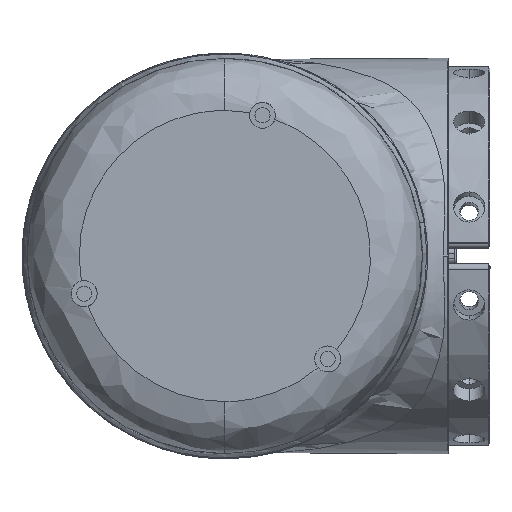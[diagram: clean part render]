
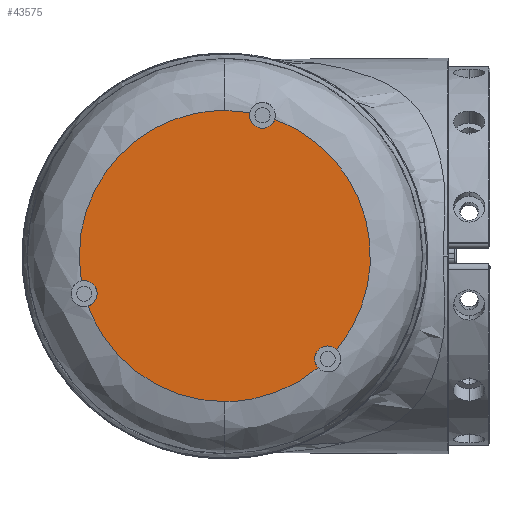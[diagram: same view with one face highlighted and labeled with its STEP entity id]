
A CAD part, left-side view. The second image highlights one B-rep face of the part: STEP entity #43575.
In plain terms, the highlighted planar face has unit normal (-1, 0, 0).
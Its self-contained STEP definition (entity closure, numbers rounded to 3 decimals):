
#135 =( BOUNDED_CURVE ( )  B_SPLINE_CURVE ( 3, ( #14159, #29219, #43635, #39844 ),
 .UNSPECIFIED., .F., .F. ) 
 B_SPLINE_CURVE_WITH_KNOTS ( ( 4, 4 ),
 ( 0., 0.91 ),
 .UNSPECIFIED. ) 
 CURVE ( )  GEOMETRIC_REPRESENTATION_ITEM ( )  RATIONAL_B_SPLINE_CURVE ( ( 1., 0.762, 0.762, 1. ) ) 
 REPRESENTATION_ITEM ( '' )  );
#315 = CARTESIAN_POINT ( 'NONE',  ( -67.721, -17.484, -17.299 ) ) ;
#352 = DIRECTION ( 'NONE',  ( 0., 0., 1. ) ) ;
#1069 = EDGE_CURVE ( 'NONE', #10123, #18018, #21050, .T. ) ;
#1608 =( BOUNDED_CURVE ( )  B_SPLINE_CURVE ( 3, ( #9920, #13222, #36751, #33342 ),
 .UNSPECIFIED., .F., .F. ) 
 B_SPLINE_CURVE_WITH_KNOTS ( ( 4, 4 ),
 ( 0., 0.363 ),
 .UNSPECIFIED. ) 
 CURVE ( )  GEOMETRIC_REPRESENTATION_ITEM ( )  RATIONAL_B_SPLINE_CURVE ( ( 1., 0.96, 0.96, 1. ) ) 
 REPRESENTATION_ITEM ( '' )  );
#2150 = AXIS2_PLACEMENT_3D ( 'NONE', #48605, #40908, #33547 ) ;
#3084 = CARTESIAN_POINT ( 'NONE',  ( -67.721, 24.428, -21.04 ) ) ;
#3693 = CIRCLE ( 'NONE', #33864, 2.5 ) ;
#4406 = ORIENTED_EDGE ( 'NONE', *, *, #42111, .T. ) ;
#4511 = EDGE_CURVE ( 'NONE', #45633, #35759, #32167, .T. ) ;
#5211 = ORIENTED_EDGE ( 'NONE', *, *, #10834, .T. ) ;
#5451 =( BOUNDED_CURVE ( )  B_SPLINE_CURVE ( 3, ( #44211, #14237, #3084, #37287 ),
 .UNSPECIFIED., .F., .F. ) 
 B_SPLINE_CURVE_WITH_KNOTS ( ( 4, 4 ),
 ( 0.363, 1. ),
 .UNSPECIFIED. ) 
 CURVE ( )  GEOMETRIC_REPRESENTATION_ITEM ( )  RATIONAL_B_SPLINE_CURVE ( ( 1., 0.88, 0.88, 1. ) ) 
 REPRESENTATION_ITEM ( '' )  );
#6409 = AXIS2_PLACEMENT_3D ( 'NONE', #45430, #22789, #38024 ) ;
#6559 = CARTESIAN_POINT ( 'NONE',  ( -67.721, -7.315, 26.292 ) ) ;
#6655 = VERTEX_POINT ( 'NONE', #33461 ) ;
#7497 = CARTESIAN_POINT ( 'NONE',  ( -67.721, -17.484, -19.799 ) ) ;
#7923 = EDGE_CURVE ( 'NONE', #20348, #18018, #48368, .T. ) ;
#8499 = DIRECTION ( 'NONE',  ( 0., 0., -1. ) ) ;
#9088 = AXIS2_PLACEMENT_3D ( 'NONE', #30955, #42433, #8499 ) ;
#9920 = CARTESIAN_POINT ( 'NONE',  ( -67.721, -15.639, -21.486 ) ) ;
#10123 = VERTEX_POINT ( 'NONE', #41183 ) ;
#10155 = VERTEX_POINT ( 'NONE', #15317 ) ;
#10779 = DIRECTION ( 'NONE',  ( 0., 0., -1. ) ) ;
#10834 = EDGE_CURVE ( 'NONE', #35759, #21741, #3693, .T. ) ;
#11360 = EDGE_CURVE ( 'NONE', #45429, #27772, #5451, .T. ) ;
#11565 = CARTESIAN_POINT ( 'NONE',  ( -67.721, -4.932, 27.046 ) ) ;
#13222 = CARTESIAN_POINT ( 'NONE',  ( -67.721, -10.55, -25.738 ) ) ;
#14159 = CARTESIAN_POINT ( 'NONE',  ( -67.721, 29.9, -4.806 ) ) ;
#14237 = CARTESIAN_POINT ( 'NONE',  ( -67.721, 14.467, -28. ) ) ;
#14547 = CARTESIAN_POINT ( 'NONE',  ( -67.721, -17.484, -19.799 ) ) ;
#14617 = CARTESIAN_POINT ( 'NONE',  ( -67.721, 0.703, 28. ) ) ;
#15317 = CARTESIAN_POINT ( 'NONE',  ( -67.721, 29.361, -4.747 ) ) ;
#15354 = ORIENTED_EDGE ( 'NONE', *, *, #19621, .T. ) ;
#15427 = PLANE ( 'NONE',  #25467 ) ;
#15566 = CARTESIAN_POINT ( 'NONE',  ( -67.721, -19.171, -17.954 ) ) ;
#18018 = VERTEX_POINT ( 'NONE', #25384 ) ;
#18021 = CARTESIAN_POINT ( 'NONE',  ( -67.721, 2.315, 28. ) ) ;
#19313 = DIRECTION ( 'NONE',  ( 1., 0., 0. ) ) ;
#19561 = CARTESIAN_POINT ( 'NONE',  ( -67.721, 2.315, -28. ) ) ;
#19621 = EDGE_CURVE ( 'NONE', #10155, #27772, #43233, .T. ) ;
#20261 = CIRCLE ( 'NONE', #9088, 2.5 ) ;
#20348 = VERTEX_POINT ( 'NONE', #28935 ) ;
#20804 = CARTESIAN_POINT ( 'NONE',  ( -67.721, -19.171, -17.954 ) ) ;
#21050 =( BOUNDED_CURVE ( )  B_SPLINE_CURVE ( 3, ( #18021, #14617, #33442, #21792 ),
 .UNSPECIFIED., .F., .F. ) 
 B_SPLINE_CURVE_WITH_KNOTS ( ( 4, 4 ),
 ( 0.91, 1. ),
 .UNSPECIFIED. ) 
 CURVE ( )  GEOMETRIC_REPRESENTATION_ITEM ( )  RATIONAL_B_SPLINE_CURVE ( ( 1., 0.998, 0.998, 1. ) ) 
 REPRESENTATION_ITEM ( '' )  );
#21691 = VERTEX_POINT ( 'NONE', #37657 ) ;
#21741 = VERTEX_POINT ( 'NONE', #15566 ) ;
#21792 = CARTESIAN_POINT ( 'NONE',  ( -67.721, -2.49, 27.585 ) ) ;
#22254 = AXIS2_PLACEMENT_3D ( 'NONE', #7497, #44708, #40905 ) ;
#22745 = EDGE_CURVE ( 'NONE', #45633, #45429, #1608, .T. ) ;
#22789 = DIRECTION ( 'NONE',  ( 1., 0., 0. ) ) ;
#23187 = DIRECTION ( 'NONE',  ( 0., 0., -1. ) ) ;
#24952 = ORIENTED_EDGE ( 'NONE', *, *, #43294, .F. ) ;
#25084 = CARTESIAN_POINT ( 'NONE',  ( -67.721, -32.829, -1.609 ) ) ;
#25384 = CARTESIAN_POINT ( 'NONE',  ( -67.721, -2.49, 27.585 ) ) ;
#25467 = AXIS2_PLACEMENT_3D ( 'NONE', #34252, #19313, #352 ) ;
#25653 = ORIENTED_EDGE ( 'NONE', *, *, #4511, .T. ) ;
#26944 = ORIENTED_EDGE ( 'NONE', *, *, #48145, .T. ) ;
#27241 = ORIENTED_EDGE ( 'NONE', *, *, #43746, .F. ) ;
#27772 = VERTEX_POINT ( 'NONE', #42043 ) ;
#28258 = CIRCLE ( 'NONE', #6409, 2.5 ) ;
#28935 = CARTESIAN_POINT ( 'NONE',  ( -67.721, -4.932, 24.546 ) ) ;
#29219 = CARTESIAN_POINT ( 'NONE',  ( -67.721, 33.116, 13.657 ) ) ;
#30955 = CARTESIAN_POINT ( 'NONE',  ( -67.721, 29.361, -7.247 ) ) ;
#31215 = AXIS2_PLACEMENT_3D ( 'NONE', #11565, #34180, #23187 ) ;
#31895 = FACE_OUTER_BOUND ( 'NONE', #37529, .T. ) ;
#32167 = CIRCLE ( 'NONE', #22254, 2.5 ) ;
#32789 = ORIENTED_EDGE ( 'NONE', *, *, #22745, .F. ) ;
#33342 = CARTESIAN_POINT ( 'NONE',  ( -67.721, 2.315, -28. ) ) ;
#33442 = CARTESIAN_POINT ( 'NONE',  ( -67.721, -0.902, 27.861 ) ) ;
#33461 = CARTESIAN_POINT ( 'NONE',  ( -67.721, 29.9, -4.806 ) ) ;
#33547 = DIRECTION ( 'NONE',  ( 0., 0., -1. ) ) ;
#33864 = AXIS2_PLACEMENT_3D ( 'NONE', #14547, #44693, #10779 ) ;
#34180 = DIRECTION ( 'NONE',  ( 1., 0., 0. ) ) ;
#34252 = CARTESIAN_POINT ( 'NONE',  ( -67.721, 2.315, 0. ) ) ;
#35759 = VERTEX_POINT ( 'NONE', #315 ) ;
#36751 = CARTESIAN_POINT ( 'NONE',  ( -67.721, -4.316, -28. ) ) ;
#37287 = CARTESIAN_POINT ( 'NONE',  ( -67.721, 28.607, -9.63 ) ) ;
#37529 = EDGE_LOOP ( 'NONE', ( #24952, #26944, #48587, #38839, #27241, #4406, #15354, #43969, #32789, #25653, #5211 ) ) ;
#37657 = CARTESIAN_POINT ( 'NONE',  ( -67.721, -7.315, 26.292 ) ) ;
#38024 = DIRECTION ( 'NONE',  ( 0., 0., -1. ) ) ;
#38839 = ORIENTED_EDGE ( 'NONE', *, *, #1069, .F. ) ;
#39844 = CARTESIAN_POINT ( 'NONE',  ( -67.721, 2.315, 28. ) ) ;
#40905 = DIRECTION ( 'NONE',  ( 0., 0., -1. ) ) ;
#40908 = DIRECTION ( 'NONE',  ( 1., 0., 0. ) ) ;
#41183 = CARTESIAN_POINT ( 'NONE',  ( -67.721, 2.315, 28. ) ) ;
#42043 = CARTESIAN_POINT ( 'NONE',  ( -67.721, 28.607, -9.63 ) ) ;
#42111 = EDGE_CURVE ( 'NONE', #6655, #10155, #20261, .T. ) ;
#42433 = DIRECTION ( 'NONE',  ( 1., 0., 0. ) ) ;
#43233 = CIRCLE ( 'NONE', #2150, 2.5 ) ;
#43277 = CARTESIAN_POINT ( 'NONE',  ( -67.721, -27.316, 18.966 ) ) ;
#43294 = EDGE_CURVE ( 'NONE', #21691, #21741, #47255, .T. ) ;
#43460 = CARTESIAN_POINT ( 'NONE',  ( -67.721, -15.639, -21.486 ) ) ;
#43575 = ADVANCED_FACE ( 'NONE', ( #31895 ), #15427, .F. ) ;
#43635 = CARTESIAN_POINT ( 'NONE',  ( -67.721, 21.056, 28. ) ) ;
#43746 = EDGE_CURVE ( 'NONE', #6655, #10123, #135, .T. ) ;
#43969 = ORIENTED_EDGE ( 'NONE', *, *, #11360, .F. ) ;
#44211 = CARTESIAN_POINT ( 'NONE',  ( -67.721, 2.315, -28. ) ) ;
#44693 = DIRECTION ( 'NONE',  ( 1., 0., 0. ) ) ;
#44708 = DIRECTION ( 'NONE',  ( 1., 0., 0. ) ) ;
#45429 = VERTEX_POINT ( 'NONE', #19561 ) ;
#45430 = CARTESIAN_POINT ( 'NONE',  ( -67.721, -4.932, 27.046 ) ) ;
#45633 = VERTEX_POINT ( 'NONE', #43460 ) ;
#47255 =( BOUNDED_CURVE ( )  B_SPLINE_CURVE ( 3, ( #6559, #43277, #25084, #20804 ),
 .UNSPECIFIED., .F., .F. ) 
 B_SPLINE_CURVE_WITH_KNOTS ( ( 4, 4 ),
 ( 0., 1. ),
 .UNSPECIFIED. ) 
 CURVE ( )  GEOMETRIC_REPRESENTATION_ITEM ( )  RATIONAL_B_SPLINE_CURVE ( ( 1., 0.717, 0.717, 1. ) ) 
 REPRESENTATION_ITEM ( '' )  );
#48145 = EDGE_CURVE ( 'NONE', #21691, #20348, #28258, .T. ) ;
#48368 = CIRCLE ( 'NONE', #31215, 2.5 ) ;
#48587 = ORIENTED_EDGE ( 'NONE', *, *, #7923, .T. ) ;
#48605 = CARTESIAN_POINT ( 'NONE',  ( -67.721, 29.361, -7.247 ) ) ;
